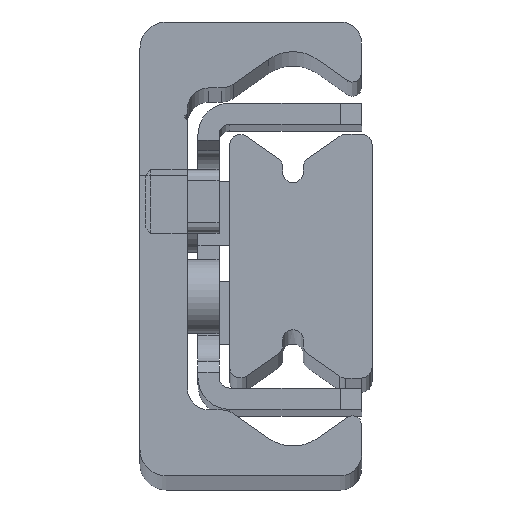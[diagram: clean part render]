
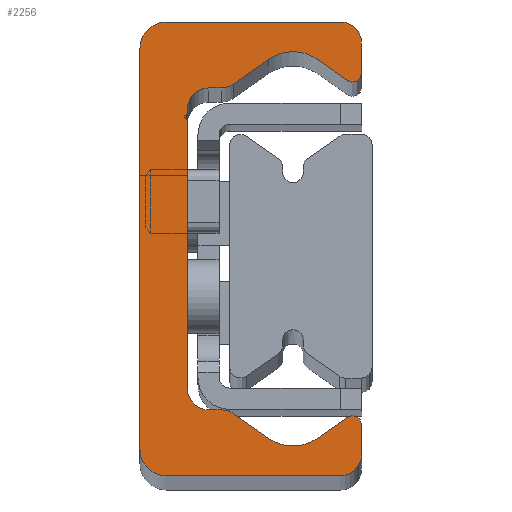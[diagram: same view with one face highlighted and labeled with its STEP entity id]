
A CAD part, top view. The second image highlights one B-rep face of the part: STEP entity #2256.
In plain terms, the highlighted planar face has unit normal (0, 0, 1).
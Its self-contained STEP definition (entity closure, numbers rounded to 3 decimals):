
#1208=CARTESIAN_POINT('',(2.499,0.,770.0));
#1209=VERTEX_POINT('',#1208);
#1210=CARTESIAN_POINT('',(-0.001,2.5,770.0));
#1211=VERTEX_POINT('',#1210);
#1212=CARTESIAN_POINT('',(2.499,2.5,770.0));
#1213=DIRECTION('',(0.0,0.0,-1.0));
#1214=DIRECTION('',(-1.0,0.0,0.0));
#1215=AXIS2_PLACEMENT_3D('',#1212,#1213,#1214);
#1216=CIRCLE('',#1215,2.5);
#1217=EDGE_CURVE('',#1209,#1211,#1216,.T.);
#1250=CARTESIAN_POINT('',(-0.001,40.5,770.0));
#1251=VERTEX_POINT('',#1250);
#1252=CARTESIAN_POINT('',(-0.001,2.5,770.0));
#1253=DIRECTION('',(0.0,1.0,0.0));
#1254=VECTOR('',#1253,38.);
#1255=LINE('',#1252,#1254);
#1256=EDGE_CURVE('',#1211,#1251,#1255,.T.);
#1323=CARTESIAN_POINT('',(2.499,43.0,770.0));
#1324=VERTEX_POINT('',#1323);
#1325=CARTESIAN_POINT('',(2.499,40.5,770.0));
#1326=DIRECTION('',(0.0,0.0,-1.0));
#1327=DIRECTION('',(0.0,1.0,0.0));
#1328=AXIS2_PLACEMENT_3D('',#1325,#1326,#1327);
#1329=CIRCLE('',#1328,2.5);
#1330=EDGE_CURVE('',#1251,#1324,#1329,.T.);
#1356=CARTESIAN_POINT('',(18.999,43.0,770.0));
#1357=VERTEX_POINT('',#1356);
#1358=CARTESIAN_POINT('',(2.499,43.0,770.0));
#1359=DIRECTION('',(1.0,0.0,0.0));
#1360=VECTOR('',#1359,16.5);
#1361=LINE('',#1358,#1360);
#1362=EDGE_CURVE('',#1324,#1357,#1361,.T.);
#1387=CARTESIAN_POINT('',(20.999,41.0,770.0));
#1388=VERTEX_POINT('',#1387);
#1389=CARTESIAN_POINT('',(18.999,41.0,770.0));
#1390=DIRECTION('',(0.0,0.0,-1.0));
#1391=DIRECTION('',(1.0,0.0,0.0));
#1392=AXIS2_PLACEMENT_3D('',#1389,#1390,#1391);
#1393=CIRCLE('',#1392,2.);
#1394=EDGE_CURVE('',#1357,#1388,#1393,.T.);
#1420=CARTESIAN_POINT('',(20.999,38.15,770.0));
#1421=VERTEX_POINT('',#1420);
#1422=CARTESIAN_POINT('',(20.999,41.0,770.0));
#1423=DIRECTION('',(0.0,-1.0,0.0));
#1424=VECTOR('',#1423,2.85);
#1425=LINE('',#1422,#1424);
#1426=EDGE_CURVE('',#1388,#1421,#1425,.T.);
#1451=CARTESIAN_POINT('',(19.662,37.453,770.0));
#1452=VERTEX_POINT('',#1451);
#1453=CARTESIAN_POINT('',(20.149,38.15,770.0));
#1454=DIRECTION('',(0.0,0.0,-1.0));
#1455=DIRECTION('',(-0.574,-0.819,0.0));
#1456=AXIS2_PLACEMENT_3D('',#1453,#1454,#1455);
#1457=CIRCLE('',#1456,0.85);
#1458=EDGE_CURVE('',#1421,#1452,#1457,.T.);
#1484=CARTESIAN_POINT('',(16.794,39.462,770.0));
#1485=VERTEX_POINT('',#1484);
#1486=CARTESIAN_POINT('',(19.662,37.453,770.0));
#1487=DIRECTION('',(-0.819,0.574,0.0));
#1488=VECTOR('',#1487,3.501);
#1489=LINE('',#1486,#1488);
#1490=EDGE_CURVE('',#1452,#1485,#1489,.T.);
#1515=CARTESIAN_POINT('',(12.205,39.462,770.0));
#1516=VERTEX_POINT('',#1515);
#1517=CARTESIAN_POINT('',(14.499,36.185,770.0));
#1518=DIRECTION('',(0.0,0.0,1.0));
#1519=DIRECTION('',(-0.574,-0.819,0.0));
#1520=AXIS2_PLACEMENT_3D('',#1517,#1518,#1519);
#1521=CIRCLE('',#1520,4.);
#1522=EDGE_CURVE('',#1485,#1516,#1521,.T.);
#1548=CARTESIAN_POINT('',(8.849,37.112,770.0));
#1549=VERTEX_POINT('',#1548);
#1550=CARTESIAN_POINT('',(12.205,39.462,770.0));
#1551=DIRECTION('',(-0.819,-0.574,0.0));
#1552=VECTOR('',#1551,4.097);
#1553=LINE('',#1550,#1552);
#1554=EDGE_CURVE('',#1516,#1549,#1553,.T.);
#1579=CARTESIAN_POINT('',(7.702,36.75,770.0));
#1580=VERTEX_POINT('',#1579);
#1581=CARTESIAN_POINT('',(7.702,38.75,770.0));
#1582=DIRECTION('',(0.0,0.0,-1.0));
#1583=DIRECTION('',(0.0,-1.0,0.0));
#1584=AXIS2_PLACEMENT_3D('',#1581,#1582,#1583);
#1585=CIRCLE('',#1584,2.);
#1586=EDGE_CURVE('',#1549,#1580,#1585,.T.);
#1612=CARTESIAN_POINT('',(6.499,36.75,770.0));
#1613=VERTEX_POINT('',#1612);
#1614=CARTESIAN_POINT('',(7.702,36.75,770.0));
#1615=DIRECTION('',(-1.0,0.0,0.0));
#1616=VECTOR('',#1615,1.203);
#1617=LINE('',#1614,#1616);
#1618=EDGE_CURVE('',#1580,#1613,#1617,.T.);
#1643=CARTESIAN_POINT('',(4.499,34.75,770.0));
#1644=VERTEX_POINT('',#1643);
#1645=CARTESIAN_POINT('',(6.499,34.75,770.0));
#1646=DIRECTION('',(0.0,0.0,1.0));
#1647=DIRECTION('',(0.0,-1.0,0.0));
#1648=AXIS2_PLACEMENT_3D('',#1645,#1646,#1647);
#1649=CIRCLE('',#1648,2.0);
#1650=EDGE_CURVE('',#1613,#1644,#1649,.T.);
#1676=CARTESIAN_POINT('',(4.499,34.361,770.0));
#1677=VERTEX_POINT('',#1676);
#1678=CARTESIAN_POINT('',(4.499,34.75,770.0));
#1679=DIRECTION('',(0.0,-1.0,0.0));
#1680=VECTOR('',#1679,0.389);
#1681=LINE('',#1678,#1680);
#1682=EDGE_CURVE('',#1644,#1677,#1681,.T.);
#1707=CARTESIAN_POINT('',(4.411,34.234,770.0));
#1708=VERTEX_POINT('',#1707);
#1709=CARTESIAN_POINT('',(4.363,34.361,770.0));
#1710=DIRECTION('',(0.0,0.0,-1.));
#1711=DIRECTION('',(0.353,-0.936,0.0));
#1712=AXIS2_PLACEMENT_3D('',#1709,#1710,#1711);
#1713=CIRCLE('',#1712,0.136);
#1714=EDGE_CURVE('',#1677,#1708,#1713,.T.);
#1740=CARTESIAN_POINT('',(4.422,33.762,770.0));
#1741=VERTEX_POINT('',#1740);
#1742=CARTESIAN_POINT('',(4.499,34.0,770.0));
#1743=DIRECTION('',(0.0,0.0,1.0));
#1744=DIRECTION('',(0.353,-0.936,0.0));
#1745=AXIS2_PLACEMENT_3D('',#1742,#1743,#1744);
#1746=CIRCLE('',#1745,0.25);
#1747=EDGE_CURVE('',#1708,#1741,#1746,.T.);
#1773=CARTESIAN_POINT('',(4.499,33.656,770.0));
#1774=VERTEX_POINT('',#1773);
#1775=CARTESIAN_POINT('',(4.387,33.656,770.0));
#1776=DIRECTION('',(0.0,0.0,-1.0));
#1777=DIRECTION('',(1.0,0.0,0.0));
#1778=AXIS2_PLACEMENT_3D('',#1775,#1776,#1777);
#1779=CIRCLE('',#1778,0.112);
#1780=EDGE_CURVE('',#1741,#1774,#1779,.T.);
#1806=CARTESIAN_POINT('',(4.499,8.25,770.0));
#1807=VERTEX_POINT('',#1806);
#1808=CARTESIAN_POINT('',(4.499,33.656,770.0));
#1809=DIRECTION('',(0.0,-1.0,0.0));
#1810=VECTOR('',#1809,25.406);
#1811=LINE('',#1808,#1810);
#1812=EDGE_CURVE('',#1774,#1807,#1811,.T.);
#1879=CARTESIAN_POINT('',(6.499,6.25,770.0));
#1880=VERTEX_POINT('',#1879);
#1881=CARTESIAN_POINT('',(6.499,8.25,770.0));
#1882=DIRECTION('',(0.0,0.0,1.0));
#1883=DIRECTION('',(1.0,0.0,0.0));
#1884=AXIS2_PLACEMENT_3D('',#1881,#1882,#1883);
#1885=CIRCLE('',#1884,2.0);
#1886=EDGE_CURVE('',#1807,#1880,#1885,.T.);
#1912=CARTESIAN_POINT('',(7.702,6.25,770.0));
#1913=VERTEX_POINT('',#1912);
#1914=CARTESIAN_POINT('',(6.499,6.25,770.0));
#1915=DIRECTION('',(1.0,0.0,0.0));
#1916=VECTOR('',#1915,1.203);
#1917=LINE('',#1914,#1916);
#1918=EDGE_CURVE('',#1880,#1913,#1917,.T.);
#1943=CARTESIAN_POINT('',(8.849,5.888,770.0));
#1944=VERTEX_POINT('',#1943);
#1945=CARTESIAN_POINT('',(7.702,4.25,770.0));
#1946=DIRECTION('',(0.0,0.0,-1.0));
#1947=DIRECTION('',(0.574,0.819,0.0));
#1948=AXIS2_PLACEMENT_3D('',#1945,#1946,#1947);
#1949=CIRCLE('',#1948,2.);
#1950=EDGE_CURVE('',#1913,#1944,#1949,.T.);
#1976=CARTESIAN_POINT('',(12.205,3.538,770.0));
#1977=VERTEX_POINT('',#1976);
#1978=CARTESIAN_POINT('',(8.849,5.888,770.0));
#1979=DIRECTION('',(0.819,-0.574,0.0));
#1980=VECTOR('',#1979,4.097);
#1981=LINE('',#1978,#1980);
#1982=EDGE_CURVE('',#1944,#1977,#1981,.T.);
#2007=CARTESIAN_POINT('',(16.794,3.538,770.0));
#2008=VERTEX_POINT('',#2007);
#2009=CARTESIAN_POINT('',(14.499,6.815,770.0));
#2010=DIRECTION('',(0.0,0.0,1.0));
#2011=DIRECTION('',(0.574,0.819,0.0));
#2012=AXIS2_PLACEMENT_3D('',#2009,#2010,#2011);
#2013=CIRCLE('',#2012,4.);
#2014=EDGE_CURVE('',#1977,#2008,#2013,.T.);
#2040=CARTESIAN_POINT('',(19.662,5.547,770.0));
#2041=VERTEX_POINT('',#2040);
#2042=CARTESIAN_POINT('',(16.794,3.538,770.0));
#2043=DIRECTION('',(0.819,0.574,0.0));
#2044=VECTOR('',#2043,3.501);
#2045=LINE('',#2042,#2044);
#2046=EDGE_CURVE('',#2008,#2041,#2045,.T.);
#2071=CARTESIAN_POINT('',(20.999,4.85,770.0));
#2072=VERTEX_POINT('',#2071);
#2073=CARTESIAN_POINT('',(20.149,4.85,770.0));
#2074=DIRECTION('',(0.0,0.0,-1.0));
#2075=DIRECTION('',(1.0,0.0,0.0));
#2076=AXIS2_PLACEMENT_3D('',#2073,#2074,#2075);
#2077=CIRCLE('',#2076,0.85);
#2078=EDGE_CURVE('',#2041,#2072,#2077,.T.);
#2104=CARTESIAN_POINT('',(20.999,2.,770.0));
#2105=VERTEX_POINT('',#2104);
#2106=CARTESIAN_POINT('',(20.999,4.85,770.0));
#2107=DIRECTION('',(0.0,-1.0,0.0));
#2108=VECTOR('',#2107,2.85);
#2109=LINE('',#2106,#2108);
#2110=EDGE_CURVE('',#2072,#2105,#2109,.T.);
#2135=CARTESIAN_POINT('',(18.999,0.,770.0));
#2136=VERTEX_POINT('',#2135);
#2137=CARTESIAN_POINT('',(18.999,2.,770.0));
#2138=DIRECTION('',(0.0,0.0,-1.0));
#2139=DIRECTION('',(0.0,-1.0,0.0));
#2140=AXIS2_PLACEMENT_3D('',#2137,#2138,#2139);
#2141=CIRCLE('',#2140,2.);
#2142=EDGE_CURVE('',#2105,#2136,#2141,.T.);
#2168=CARTESIAN_POINT('',(18.999,0.,770.0));
#2169=DIRECTION('',(-1.0,0.0,0.0));
#2170=VECTOR('',#2169,16.5);
#2171=LINE('',#2168,#2170);
#2172=EDGE_CURVE('',#2136,#1209,#2171,.T.);
#2221=CARTESIAN_POINT('',(7.822,21.517,770.0));
#2222=DIRECTION('',(0.0,0.0,1.0));
#2223=DIRECTION('',(1.0,0.0,0.0));
#2224=AXIS2_PLACEMENT_3D('',#2221,#2222,#2223);
#2225=PLANE('',#2224);
#2226=ORIENTED_EDGE('',*,*,#1217,.F.);
#2227=ORIENTED_EDGE('',*,*,#2172,.F.);
#2228=ORIENTED_EDGE('',*,*,#2142,.F.);
#2229=ORIENTED_EDGE('',*,*,#2110,.F.);
#2230=ORIENTED_EDGE('',*,*,#2078,.F.);
#2231=ORIENTED_EDGE('',*,*,#2046,.F.);
#2232=ORIENTED_EDGE('',*,*,#2014,.F.);
#2233=ORIENTED_EDGE('',*,*,#1982,.F.);
#2234=ORIENTED_EDGE('',*,*,#1950,.F.);
#2235=ORIENTED_EDGE('',*,*,#1918,.F.);
#2236=ORIENTED_EDGE('',*,*,#1886,.F.);
#2237=ORIENTED_EDGE('',*,*,#1812,.F.);
#2238=ORIENTED_EDGE('',*,*,#1780,.F.);
#2239=ORIENTED_EDGE('',*,*,#1747,.F.);
#2240=ORIENTED_EDGE('',*,*,#1714,.F.);
#2241=ORIENTED_EDGE('',*,*,#1682,.F.);
#2242=ORIENTED_EDGE('',*,*,#1650,.F.);
#2243=ORIENTED_EDGE('',*,*,#1618,.F.);
#2244=ORIENTED_EDGE('',*,*,#1586,.F.);
#2245=ORIENTED_EDGE('',*,*,#1554,.F.);
#2246=ORIENTED_EDGE('',*,*,#1522,.F.);
#2247=ORIENTED_EDGE('',*,*,#1490,.F.);
#2248=ORIENTED_EDGE('',*,*,#1458,.F.);
#2249=ORIENTED_EDGE('',*,*,#1426,.F.);
#2250=ORIENTED_EDGE('',*,*,#1394,.F.);
#2251=ORIENTED_EDGE('',*,*,#1362,.F.);
#2252=ORIENTED_EDGE('',*,*,#1330,.F.);
#2253=ORIENTED_EDGE('',*,*,#1256,.F.);
#2254=EDGE_LOOP('',(#2226,#2227,#2228,#2229,#2230,#2231,#2232,#2233,#2234,#2235,#2236,#2237,#2238,#2239,#2240,#2241,#2242,#2243,#2244,#2245,#2246,#2247,#2248,#2249,#2250,#2251,#2252,#2253));
#2255=FACE_OUTER_BOUND('',#2254,.T.);
#2256=ADVANCED_FACE('',(#2255),#2225,.T.);
